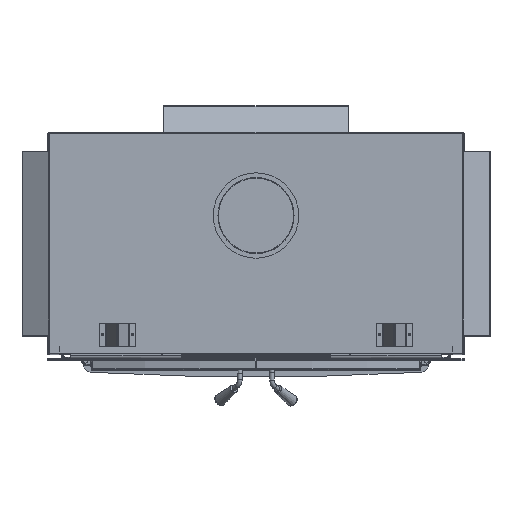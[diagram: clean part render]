
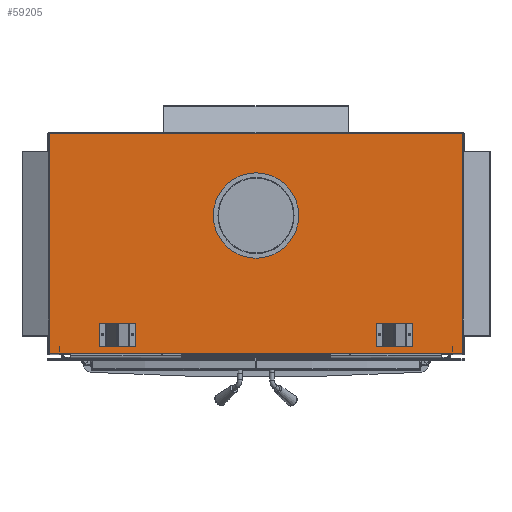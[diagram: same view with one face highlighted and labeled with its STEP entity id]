
A CAD part, top view. The second image highlights one B-rep face of the part: STEP entity #59205.
In plain terms, the highlighted planar face has unit normal (0, 0, 1).
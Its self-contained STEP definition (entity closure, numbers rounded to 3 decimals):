
#3709=CIRCLE('',#63404,1.588);
#3710=CIRCLE('',#63405,1.588);
#3711=CIRCLE('',#63406,117.475);
#3712=CIRCLE('',#63407,1.588);
#3713=CIRCLE('',#63408,1.588);
#9076=ORIENTED_EDGE('',*,*,#25756,.T.);
#9077=ORIENTED_EDGE('',*,*,#25757,.T.);
#9078=ORIENTED_EDGE('',*,*,#25752,.F.);
#9079=ORIENTED_EDGE('',*,*,#25758,.T.);
#9080=ORIENTED_EDGE('',*,*,#25759,.T.);
#9081=ORIENTED_EDGE('',*,*,#25760,.T.);
#9082=ORIENTED_EDGE('',*,*,#25750,.F.);
#9083=ORIENTED_EDGE('',*,*,#25761,.T.);
#9084=ORIENTED_EDGE('',*,*,#25762,.T.);
#9085=ORIENTED_EDGE('',*,*,#25763,.T.);
#9086=ORIENTED_EDGE('',*,*,#25764,.T.);
#25750=EDGE_CURVE('',#34340,#34341,#40091,.T.);
#25752=EDGE_CURVE('',#34342,#34343,#40093,.T.);
#25756=EDGE_CURVE('',#34346,#34346,#3709,.T.);
#25757=EDGE_CURVE('',#34347,#34347,#3710,.T.);
#25758=EDGE_CURVE('',#34342,#34348,#40097,.T.);
#25759=EDGE_CURVE('',#34348,#34349,#40098,.T.);
#25760=EDGE_CURVE('',#34349,#34341,#40099,.T.);
#25761=EDGE_CURVE('',#34340,#34343,#40100,.T.);
#25762=EDGE_CURVE('',#34350,#34350,#3711,.T.);
#25763=EDGE_CURVE('',#34351,#34351,#3712,.T.);
#25764=EDGE_CURVE('',#34352,#34352,#3713,.T.);
#34340=VERTEX_POINT('',#90203);
#34341=VERTEX_POINT('',#90205);
#34342=VERTEX_POINT('',#90209);
#34343=VERTEX_POINT('',#90210);
#34346=VERTEX_POINT('',#90218);
#34347=VERTEX_POINT('',#90220);
#34348=VERTEX_POINT('',#90222);
#34349=VERTEX_POINT('',#90224);
#34350=VERTEX_POINT('',#90228);
#34351=VERTEX_POINT('',#90230);
#34352=VERTEX_POINT('',#90232);
#40091=LINE('',#90204,#44729);
#40093=LINE('',#90208,#44731);
#40097=LINE('',#90221,#44735);
#40098=LINE('',#90223,#44736);
#40099=LINE('',#90225,#44737);
#40100=LINE('',#90226,#44738);
#44729=VECTOR('',#71901,1000.);
#44731=VECTOR('',#71905,1000.);
#44735=VECTOR('',#71915,1000.);
#44736=VECTOR('',#71916,1000.);
#44737=VECTOR('',#71917,1000.);
#44738=VECTOR('',#71918,1000.);
#49441=EDGE_LOOP('',(#9076));
#49442=EDGE_LOOP('',(#9077));
#49443=EDGE_LOOP('',(#9078,#9079,#9080,#9081,#9082,#9083));
#49444=EDGE_LOOP('',(#9084));
#49445=EDGE_LOOP('',(#9085));
#49446=EDGE_LOOP('',(#9086));
#53870=FACE_BOUND('',#49441,.T.);
#53871=FACE_BOUND('',#49442,.T.);
#53872=FACE_BOUND('',#49443,.T.);
#53873=FACE_BOUND('',#49444,.T.);
#53874=FACE_BOUND('',#49445,.T.);
#53875=FACE_BOUND('',#49446,.T.);
#57713=PLANE('',#63403);
#59205=ADVANCED_FACE('',(#53870,#53871,#53872,#53873,#53874,#53875),#57713,
 .F.);
#63403=AXIS2_PLACEMENT_3D('',#90216,#71909,#71910);
#63404=AXIS2_PLACEMENT_3D('',#90217,#71911,#71912);
#63405=AXIS2_PLACEMENT_3D('',#90219,#71913,#71914);
#63406=AXIS2_PLACEMENT_3D('',#90227,#71919,#71920);
#63407=AXIS2_PLACEMENT_3D('',#90229,#71921,#71922);
#63408=AXIS2_PLACEMENT_3D('',#90231,#71923,#71924);
#71901=DIRECTION('',(-1.,0.,0.));
#71905=DIRECTION('',(-1.,0.,0.));
#71909=DIRECTION('',(0.,0.,-1.));
#71910=DIRECTION('',(-1.,0.,0.));
#71911=DIRECTION('',(0.,0.,-1.));
#71912=DIRECTION('',(1.,0.,0.));
#71913=DIRECTION('',(0.,0.,-1.));
#71914=DIRECTION('',(1.,0.,0.));
#71915=DIRECTION('',(0.,1.,0.));
#71916=DIRECTION('',(-1.,0.,0.));
#71917=DIRECTION('',(0.,-1.,0.));
#71918=DIRECTION('',(1.,0.,0.));
#71919=DIRECTION('',(0.,0.,-1.));
#71920=DIRECTION('',(1.,0.,0.));
#71921=DIRECTION('',(0.,0.,-1.));
#71922=DIRECTION('',(1.,0.,0.));
#71923=DIRECTION('',(0.,0.,-1.));
#71924=DIRECTION('',(1.,0.,0.));
#90203=CARTESIAN_POINT('',(-539.077,-303.67,0.762));
#90204=CARTESIAN_POINT('',(571.767,-303.67,0.762));
#90205=CARTESIAN_POINT('',(-569.811,-303.67,0.762));
#90208=CARTESIAN_POINT('',(571.767,-303.67,0.762));
#90209=CARTESIAN_POINT('',(569.811,-303.67,0.762));
#90210=CARTESIAN_POINT('',(539.077,-303.67,0.762));
#90216=CARTESIAN_POINT('',(-571.767,303.67,0.762));
#90217=CARTESIAN_POINT('',(422.542,-253.088,0.762));
#90218=CARTESIAN_POINT('',(424.129,-253.088,0.762));
#90219=CARTESIAN_POINT('',(-339.992,-253.088,0.762));
#90220=CARTESIAN_POINT('',(-338.404,-253.088,0.762));
#90221=CARTESIAN_POINT('',(569.811,-303.67,0.762));
#90222=CARTESIAN_POINT('',(569.811,301.714,0.762));
#90223=CARTESIAN_POINT('',(571.767,301.714,0.762));
#90224=CARTESIAN_POINT('',(-569.811,301.714,0.762));
#90225=CARTESIAN_POINT('',(-569.811,303.67,0.762));
#90226=CARTESIAN_POINT('',(-539.077,-303.67,0.762));
#90227=CARTESIAN_POINT('',(0.,74.949,0.762));
#90228=CARTESIAN_POINT('',(117.475,74.949,0.762));
#90229=CARTESIAN_POINT('',(339.992,-253.088,0.762));
#90230=CARTESIAN_POINT('',(341.579,-253.088,0.762));
#90231=CARTESIAN_POINT('',(-422.542,-253.088,0.762));
#90232=CARTESIAN_POINT('',(-420.954,-253.088,0.762));
